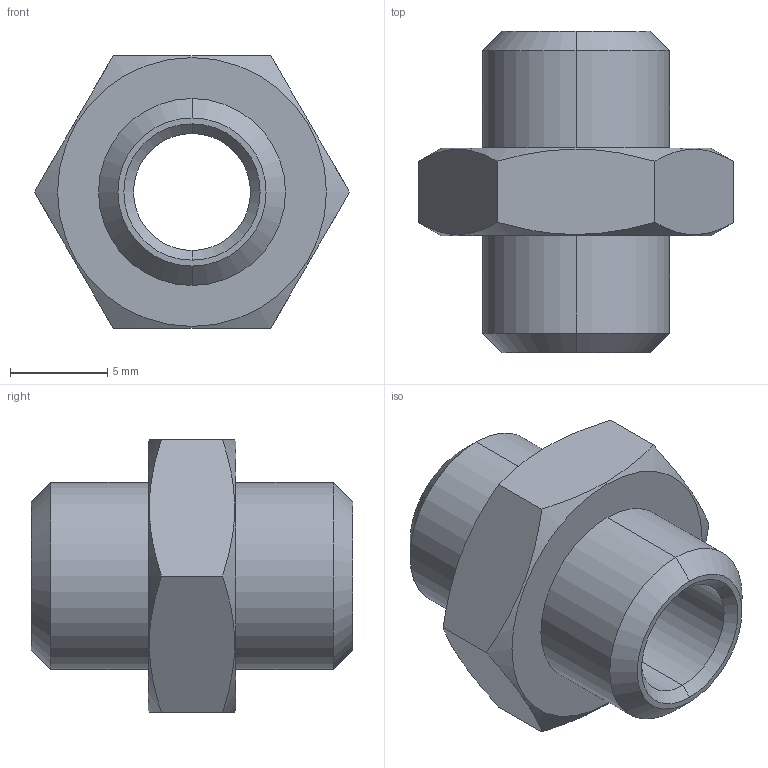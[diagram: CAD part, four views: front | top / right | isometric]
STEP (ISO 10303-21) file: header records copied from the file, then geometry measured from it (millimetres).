
FILE_DESCRIPTION (( 'STEP AP203' ), '1' );
FILE_NAME ('05010101.STEP', '2010-09-10T09:09:28', ( 'Flavio' ), ( '' ), 'SwSTEP 2.0', 'SolidWorks 2009', '' );
FILE_SCHEMA (( 'CONFIG_CONTROL_DESIGN' ));
Length unit declared in the file: millimetre
Products named in the file (1): 05010101
Bounding box: 16.17 x 16.5 x 14 mm (x, y, z)
Volume: 1127.3 mm3; surface area: 1110.8 mm2
Topology: 1 solids, 1 shells, 26 faces, 60 edges, 38 vertices
Faces by surface type: cone 10, plane 10, cylinder 6
Entity records: 915 total; most frequent: CARTESIAN_POINT 253, DIRECTION 120, ORIENTED_EDGE 120, EDGE_CURVE 60, AXIS2_PLACEMENT_3D 49, VERTEX_POINT 38, EDGE_LOOP 30, FACE_OUTER_BOUND 26
